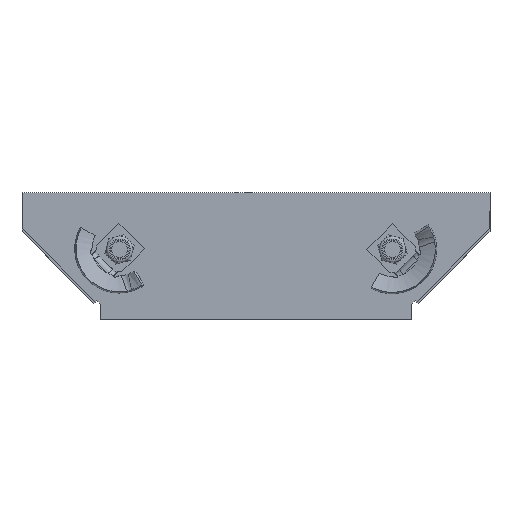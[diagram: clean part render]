
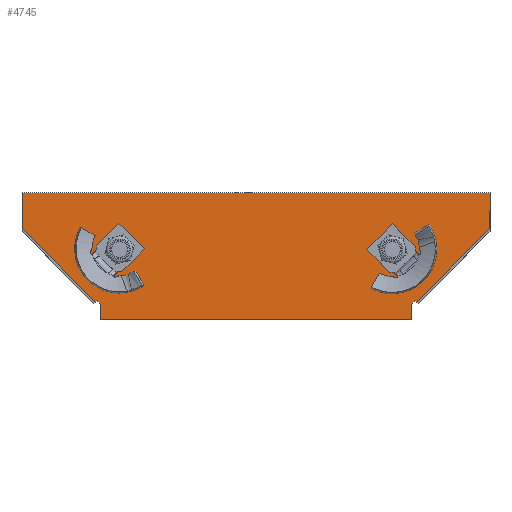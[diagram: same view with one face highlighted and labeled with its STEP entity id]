
A CAD part, top view. The second image highlights one B-rep face of the part: STEP entity #4745.
In plain terms, the highlighted planar face has unit normal (0, 0, 1).
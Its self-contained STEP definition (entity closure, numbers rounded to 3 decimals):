
#7 = VERTEX_POINT ( 'NONE', #2896 ) ;
#30 = DIRECTION ( 'NONE',  ( -1., 0., 0. ) ) ;
#31 = CIRCLE ( 'NONE', #697, 8.25 ) ;
#247 = VECTOR ( 'NONE', #501, 1000. ) ;
#262 = VERTEX_POINT ( 'NONE', #1465 ) ;
#277 = DIRECTION ( 'NONE',  ( -1., 0., 0. ) ) ;
#289 = AXIS2_PLACEMENT_3D ( 'NONE', #1115, #1096, #4412 ) ;
#307 = VERTEX_POINT ( 'NONE', #3614 ) ;
#404 = ORIENTED_EDGE ( 'NONE', *, *, #5536, .F. ) ;
#433 = DIRECTION ( 'NONE',  ( 0.707, 0.707, 0. ) ) ;
#476 = CIRCLE ( 'NONE', #1024, 8.25 ) ;
#501 = DIRECTION ( 'NONE',  ( 0.707, -0.707, 0. ) ) ;
#503 = CARTESIAN_POINT ( 'NONE',  ( -116.141, 63., 0. ) ) ;
#521 = ORIENTED_EDGE ( 'NONE', *, *, #1386, .T. ) ;
#545 = CARTESIAN_POINT ( 'NONE',  ( -67.704, 34.724, 0. ) ) ;
#547 = ORIENTED_EDGE ( 'NONE', *, *, #5797, .F. ) ;
#563 = CARTESIAN_POINT ( 'NONE',  ( -116.141, 0., 0. ) ) ;
#576 = DIRECTION ( 'NONE',  ( 0., 0., -1. ) ) ;
#697 = AXIS2_PLACEMENT_3D ( 'NONE', #1895, #4274, #1401 ) ;
#979 = LINE ( 'NONE', #2853, #1954 ) ;
#989 = CARTESIAN_POINT ( 'NONE',  ( 79.725, 8.561, 0. ) ) ;
#1024 = AXIS2_PLACEMENT_3D ( 'NONE', #545, #5329, #4848 ) ;
#1042 = CARTESIAN_POINT ( 'NONE',  ( -116.141, 46.391, 0. ) ) ;
#1070 = PLANE ( 'NONE',  #3153 ) ;
#1096 = DIRECTION ( 'NONE',  ( 0., 0., 1. ) ) ;
#1115 = CARTESIAN_POINT ( 'NONE',  ( 67.704, 34.724, 0. ) ) ;
#1118 = EDGE_CURVE ( 'NONE', #3202, #4697, #2458, .T. ) ;
#1152 = LINE ( 'NONE', #2849, #4786 ) ;
#1158 = CARTESIAN_POINT ( 'NONE',  ( -93.653, 22.488, 0. ) ) ;
#1202 = VERTEX_POINT ( 'NONE', #2785 ) ;
#1214 = ORIENTED_EDGE ( 'NONE', *, *, #3458, .T. ) ;
#1223 = LINE ( 'NONE', #1158, #2196 ) ;
#1292 = FACE_BOUND ( 'NONE', #3587, .T. ) ;
#1337 = DIRECTION ( 'NONE',  ( 1., 0., 0. ) ) ;
#1386 = EDGE_CURVE ( 'NONE', #7, #307, #2889, .T. ) ;
#1401 = DIRECTION ( 'NONE',  ( -1., 0., 0. ) ) ;
#1435 = VERTEX_POINT ( 'NONE', #1956 ) ;
#1437 = LINE ( 'NONE', #503, #5434 ) ;
#1451 = VERTEX_POINT ( 'NONE', #1996 ) ;
#1465 = CARTESIAN_POINT ( 'NONE',  ( 75.954, 34.724, 0. ) ) ;
#1470 = DIRECTION ( 'NONE',  ( 0., -1., 0. ) ) ;
#1556 = EDGE_CURVE ( 'NONE', #5572, #1582, #5201, .T. ) ;
#1578 = VECTOR ( 'NONE', #5276, 1000. ) ;
#1582 = VERTEX_POINT ( 'NONE', #5883 ) ;
#1584 = VERTEX_POINT ( 'NONE', #5468 ) ;
#1589 = EDGE_LOOP ( 'NONE', ( #3445, #5088, #404, #2285, #2764, #4485, #1214, #2329, #1687, #1813, #521, #3957 ) ) ;
#1666 = ORIENTED_EDGE ( 'NONE', *, *, #2165, .F. ) ;
#1683 = VERTEX_POINT ( 'NONE', #3996 ) ;
#1687 = ORIENTED_EDGE ( 'NONE', *, *, #1556, .T. ) ;
#1805 = LINE ( 'NONE', #989, #3494 ) ;
#1813 = ORIENTED_EDGE ( 'NONE', *, *, #2128, .T. ) ;
#1895 = CARTESIAN_POINT ( 'NONE',  ( 67.704, 34.724, 0. ) ) ;
#1896 = DIRECTION ( 'NONE',  ( 0., 1., 0. ) ) ;
#1954 = VECTOR ( 'NONE', #1896, 1000. ) ;
#1956 = CARTESIAN_POINT ( 'NONE',  ( 59.454, 34.724, 0. ) ) ;
#1996 = CARTESIAN_POINT ( 'NONE',  ( -79.725, 8.561, 0. ) ) ;
#2073 = EDGE_CURVE ( 'NONE', #1584, #2206, #1437, .T. ) ;
#2094 = EDGE_LOOP ( 'NONE', ( #547, #1666 ) ) ;
#2128 = EDGE_CURVE ( 'NONE', #1582, #7, #1805, .T. ) ;
#2162 = DIRECTION ( 'NONE',  ( -0.707, -0.707, 0. ) ) ;
#2165 = EDGE_CURVE ( 'NONE', #262, #1435, #3195, .T. ) ;
#2196 = VECTOR ( 'NONE', #4873, 1000. ) ;
#2206 = VERTEX_POINT ( 'NONE', #5399 ) ;
#2285 = ORIENTED_EDGE ( 'NONE', *, *, #4778, .T. ) ;
#2329 = ORIENTED_EDGE ( 'NONE', *, *, #5961, .T. ) ;
#2342 = VERTEX_POINT ( 'NONE', #4052 ) ;
#2434 = CARTESIAN_POINT ( 'NONE',  ( 116.141, 46.391, 0. ) ) ;
#2458 = LINE ( 'NONE', #3777, #5348 ) ;
#2679 = AXIS2_PLACEMENT_3D ( 'NONE', #3091, #6002, #277 ) ;
#2764 = ORIENTED_EDGE ( 'NONE', *, *, #5774, .T. ) ;
#2785 = CARTESIAN_POINT ( 'NONE',  ( -75.954, 34.724, 0. ) ) ;
#2818 = VECTOR ( 'NONE', #5768, 1000. ) ;
#2849 = CARTESIAN_POINT ( 'NONE',  ( 77.25, 7.5, 0. ) ) ;
#2853 = CARTESIAN_POINT ( 'NONE',  ( 77.25, 7.5, 0. ) ) ;
#2876 = CARTESIAN_POINT ( 'NONE',  ( 116.141, 63., 0. ) ) ;
#2889 = LINE ( 'NONE', #2434, #2818 ) ;
#2896 = CARTESIAN_POINT ( 'NONE',  ( 116.141, 44.977, 0. ) ) ;
#2925 = LINE ( 'NONE', #4541, #5530 ) ;
#2996 = DIRECTION ( 'NONE',  ( 0.707, -0.707, 0. ) ) ;
#3091 = CARTESIAN_POINT ( 'NONE',  ( -67.704, 34.724, 0. ) ) ;
#3136 = VECTOR ( 'NONE', #1470, 1000. ) ;
#3153 = AXIS2_PLACEMENT_3D ( 'NONE', #563, #576, #30 ) ;
#3195 = CIRCLE ( 'NONE', #289, 8.25 ) ;
#3202 = VERTEX_POINT ( 'NONE', #5126 ) ;
#3217 = EDGE_CURVE ( 'NONE', #307, #1584, #3570, .T. ) ;
#3381 = DIRECTION ( 'NONE',  ( 0.707, 0.707, 0. ) ) ;
#3383 = CARTESIAN_POINT ( 'NONE',  ( -77.25, 0., 0. ) ) ;
#3445 = ORIENTED_EDGE ( 'NONE', *, *, #2073, .T. ) ;
#3458 = EDGE_CURVE ( 'NONE', #4697, #1683, #979, .T. ) ;
#3494 = VECTOR ( 'NONE', #3381, 1000. ) ;
#3570 = LINE ( 'NONE', #2876, #1578 ) ;
#3587 = EDGE_LOOP ( 'NONE', ( #3677, #5075 ) ) ;
#3614 = CARTESIAN_POINT ( 'NONE',  ( 116.141, 63., 0. ) ) ;
#3677 = ORIENTED_EDGE ( 'NONE', *, *, #3698, .T. ) ;
#3698 = EDGE_CURVE ( 'NONE', #1202, #4276, #4017, .T. ) ;
#3719 = CARTESIAN_POINT ( 'NONE',  ( 79.018, 9.268, 0. ) ) ;
#3777 = CARTESIAN_POINT ( 'NONE',  ( 77.25, 0., 0. ) ) ;
#3930 = EDGE_CURVE ( 'NONE', #1451, #2206, #1223, .T. ) ;
#3937 = VECTOR ( 'NONE', #2996, 1000. ) ;
#3957 = ORIENTED_EDGE ( 'NONE', *, *, #3217, .T. ) ;
#3996 = CARTESIAN_POINT ( 'NONE',  ( 77.25, 7.5, 0. ) ) ;
#4017 = CIRCLE ( 'NONE', #2679, 8.25 ) ;
#4052 = CARTESIAN_POINT ( 'NONE',  ( -77.25, 7.5, 0. ) ) ;
#4114 = LINE ( 'NONE', #1042, #247 ) ;
#4274 = DIRECTION ( 'NONE',  ( 0., 0., 1. ) ) ;
#4276 = VERTEX_POINT ( 'NONE', #5046 ) ;
#4307 = DIRECTION ( 'NONE',  ( 0., -1., 0. ) ) ;
#4391 = CARTESIAN_POINT ( 'NONE',  ( 79.018, 9.268, 0. ) ) ;
#4412 = DIRECTION ( 'NONE',  ( -1., 0., 0. ) ) ;
#4419 = LINE ( 'NONE', #3383, #3136 ) ;
#4485 = ORIENTED_EDGE ( 'NONE', *, *, #1118, .T. ) ;
#4541 = CARTESIAN_POINT ( 'NONE',  ( -102.213, -13.928, 0. ) ) ;
#4697 = VERTEX_POINT ( 'NONE', #5627 ) ;
#4745 = ADVANCED_FACE ( 'NONE', ( #5153, #5590, #1292 ), #1070, .F. ) ;
#4778 = EDGE_CURVE ( 'NONE', #6122, #2342, #4114, .T. ) ;
#4786 = VECTOR ( 'NONE', #433, 1000. ) ;
#4848 = DIRECTION ( 'NONE',  ( -1., 0., 0. ) ) ;
#4873 = DIRECTION ( 'NONE',  ( -0.707, 0.707, 0. ) ) ;
#5046 = CARTESIAN_POINT ( 'NONE',  ( -59.454, 34.724, 0. ) ) ;
#5052 = CARTESIAN_POINT ( 'NONE',  ( -79.018, 9.268, 0. ) ) ;
#5075 = ORIENTED_EDGE ( 'NONE', *, *, #5851, .T. ) ;
#5088 = ORIENTED_EDGE ( 'NONE', *, *, #3930, .F. ) ;
#5126 = CARTESIAN_POINT ( 'NONE',  ( -77.25, 0., 0. ) ) ;
#5153 = FACE_BOUND ( 'NONE', #2094, .T. ) ;
#5201 = LINE ( 'NONE', #4391, #3937 ) ;
#5276 = DIRECTION ( 'NONE',  ( -1., 0., 0. ) ) ;
#5329 = DIRECTION ( 'NONE',  ( 0., 0., -1. ) ) ;
#5348 = VECTOR ( 'NONE', #1337, 1000. ) ;
#5399 = CARTESIAN_POINT ( 'NONE',  ( -116.141, 44.977, 0. ) ) ;
#5434 = VECTOR ( 'NONE', #4307, 1000. ) ;
#5468 = CARTESIAN_POINT ( 'NONE',  ( -116.141, 63., 0. ) ) ;
#5530 = VECTOR ( 'NONE', #2162, 1000. ) ;
#5536 = EDGE_CURVE ( 'NONE', #6122, #1451, #2925, .T. ) ;
#5572 = VERTEX_POINT ( 'NONE', #3719 ) ;
#5590 = FACE_OUTER_BOUND ( 'NONE', #1589, .T. ) ;
#5627 = CARTESIAN_POINT ( 'NONE',  ( 77.25, 0., 0. ) ) ;
#5768 = DIRECTION ( 'NONE',  ( 0., 1., 0. ) ) ;
#5774 = EDGE_CURVE ( 'NONE', #2342, #3202, #4419, .T. ) ;
#5797 = EDGE_CURVE ( 'NONE', #1435, #262, #31, .T. ) ;
#5851 = EDGE_CURVE ( 'NONE', #4276, #1202, #476, .T. ) ;
#5883 = CARTESIAN_POINT ( 'NONE',  ( 79.725, 8.561, 0. ) ) ;
#5961 = EDGE_CURVE ( 'NONE', #1683, #5572, #1152, .T. ) ;
#6002 = DIRECTION ( 'NONE',  ( 0., 0., -1. ) ) ;
#6122 = VERTEX_POINT ( 'NONE', #5052 ) ;
